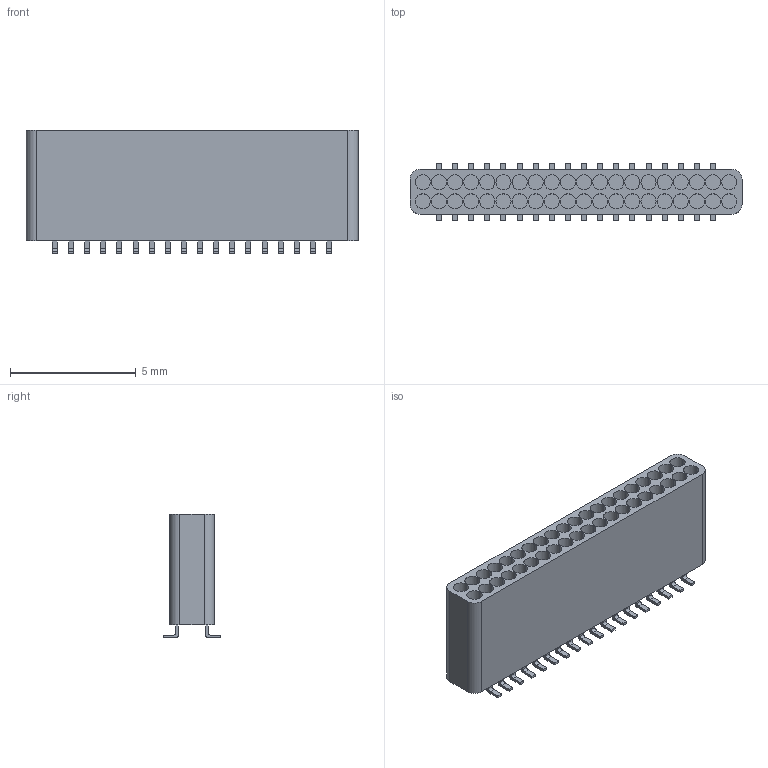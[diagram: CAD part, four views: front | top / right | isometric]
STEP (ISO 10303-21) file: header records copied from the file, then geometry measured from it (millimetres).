
FILE_DESCRIPTION (( 'STEP AP214' ), '1' );
FILE_NAME ('OMNETICS_A79026-001.STEP', '2022-05-15T14:22:57', ( '' ), ( '' ), 'SwSTEP 2.0', 'SolidWorks 2019', '' );
FILE_SCHEMA (( 'AUTOMOTIVE_DESIGN' ));
Length unit declared in the file: millimetre
Products named in the file (1): OMNETICS_A79026-001
Bounding box: 13.18 x 2.28 x 4.89 mm (x, y, z)
Volume: 69.2 mm3; surface area: 422.2 mm2
Topology: 1 solids, 1 shells, 454 faces, 1128 edges, 752 vertices
Faces by surface type: plane 298, cylinder 156
Entity records: 13648 total; most frequent: DIRECTION 2350, CARTESIAN_POINT 2335, ORIENTED_EDGE 2256, EDGE_CURVE 1128, LINE 816, VECTOR 816, AXIS2_PLACEMENT_3D 767, VERTEX_POINT 752
